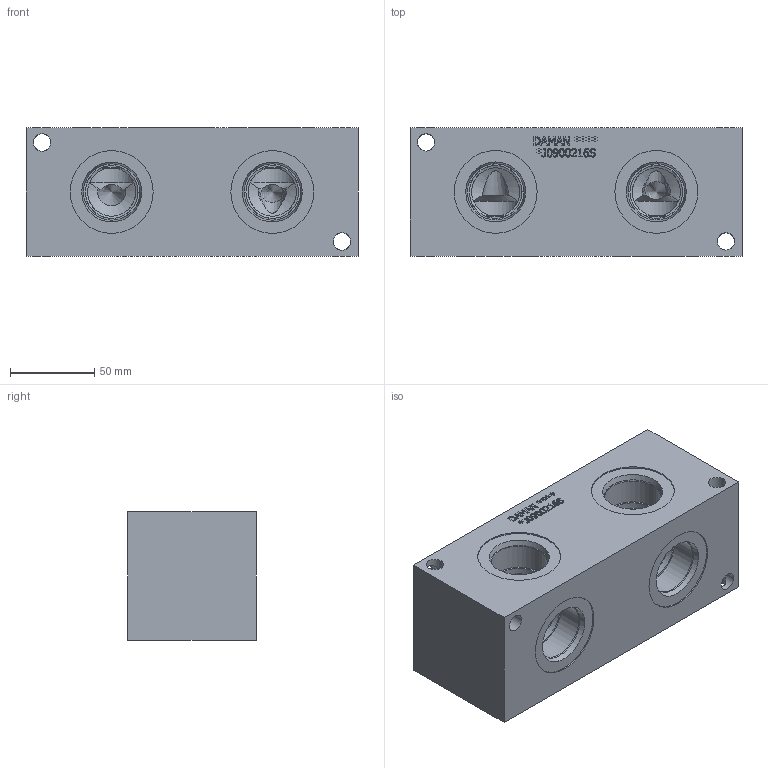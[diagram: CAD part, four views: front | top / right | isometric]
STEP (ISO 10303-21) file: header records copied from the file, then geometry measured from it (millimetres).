
FILE_DESCRIPTION(/* description */ (''),/* implementation_level */ '2;1');
FILE_NAME(/* name */ '_J0900216S.stp',/* time_stamp */ '2022-08-05T13:49:36-04:00',/* author */ ('bobbyh'),/* organization */ (''),/* preprocessor_version */ 'ST-DEVELOPER v18',/* originating_system */ 'Autodesk Inventor 2020',/* authorisation */ '');
FILE_SCHEMA (('AUTOMOTIVE_DESIGN { 1 0 10303 214 3 1 1 }'));
Length unit declared in the file: millimetre
Products named in the file (1): Part_+J0900216S_3D
Bounding box: 196.85 x 76.2 x 76.2 mm (x, y, z)
Volume: 1004859.2 mm3; surface area: 91871.2 mm2
Topology: 1 solids, 1 shells, 385 faces, 1050 edges, 695 vertices
Faces by surface type: plane 213, bspline 115, cylinder 31, cone 26
Full cylindrical faces by diameter (mm): 10.312 x8, 31.267 x4, 33.34 x1, 33.35 x3, 33.757 x4, 35.509 x3, 49.124 x4
Entity records: 13144 total; most frequent: CARTESIAN_POINT 3744, ORIENTED_EDGE 2094, DIRECTION 1458, EDGE_CURVE 1047, VERTEX_POINT 695, LINE 684, VECTOR 684, EDGE_LOOP 432
